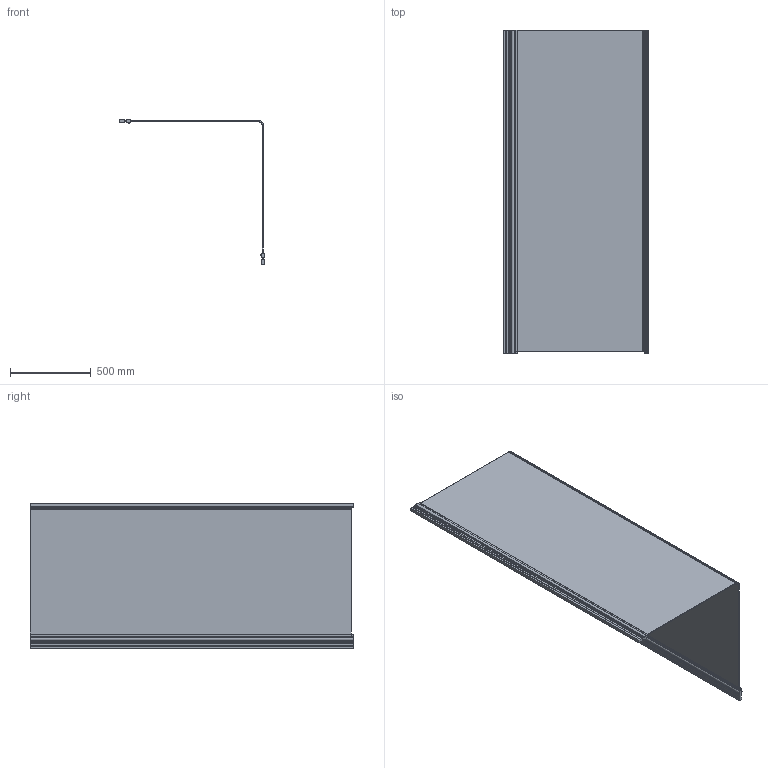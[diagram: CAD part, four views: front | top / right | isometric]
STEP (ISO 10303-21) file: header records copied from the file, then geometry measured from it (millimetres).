
FILE_DESCRIPTION (( 'STEP AP214' ), '1' );
FILE_NAME ('Svartsö900x900.STEP', '2021-04-22T17:23:23', ( '' ), ( '' ), 'SwSTEP 2.0', 'SolidWorks 2018', '' );
FILE_SCHEMA (( 'AUTOMOTIVE_DESIGN' ));
Length unit declared in the file: millimetre
Products named in the file (1): Svartsö900x900
Bounding box: 902.5 x 2000 x 902.5 mm (x, y, z)
Volume: 24857328.6 mm3; surface area: 7399307.2 mm2
Topology: 3 solids, 3 shells, 131 faces, 373 edges, 248 vertices
Faces by surface type: plane 68, cylinder 63
Entity records: 5416 total; most frequent: DIRECTION 763, CARTESIAN_POINT 753, ORIENTED_EDGE 746, EDGE_CURVE 373, AXIS2_PLACEMENT_3D 258, VERTEX_POINT 248, LINE 247, VECTOR 247
